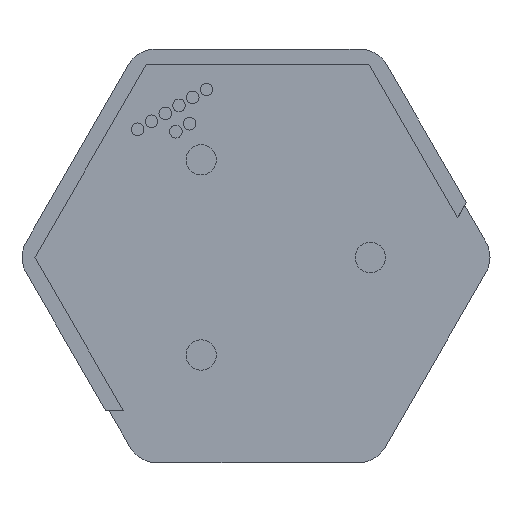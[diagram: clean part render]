
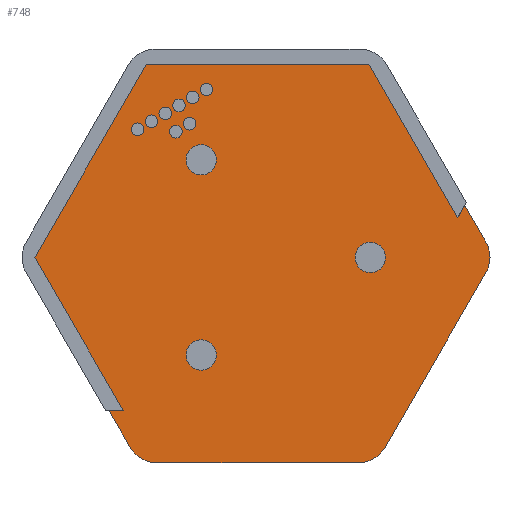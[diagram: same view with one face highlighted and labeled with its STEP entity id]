
A CAD part, front view. The second image highlights one B-rep face of the part: STEP entity #748.
In plain terms, the highlighted planar face has unit normal (0, -1, 0).
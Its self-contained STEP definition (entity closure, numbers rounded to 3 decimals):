
#15=FACE_BOUND('',#134,.T.);
#16=FACE_BOUND('',#135,.T.);
#17=FACE_BOUND('',#136,.T.);
#18=FACE_BOUND('',#137,.T.);
#19=FACE_BOUND('',#138,.T.);
#20=FACE_BOUND('',#139,.T.);
#21=FACE_BOUND('',#140,.T.);
#22=FACE_BOUND('',#141,.T.);
#23=FACE_BOUND('',#142,.T.);
#24=FACE_BOUND('',#143,.T.);
#25=FACE_BOUND('',#144,.T.);
#26=CIRCLE('',#820,2.425);
#27=CIRCLE('',#821,2.425);
#28=CIRCLE('',#822,2.425);
#29=CIRCLE('',#823,1.);
#30=CIRCLE('',#824,1.);
#31=CIRCLE('',#825,1.);
#32=CIRCLE('',#826,1.);
#33=CIRCLE('',#827,1.);
#34=CIRCLE('',#828,1.);
#35=CIRCLE('',#829,1.);
#36=CIRCLE('',#830,1.);
#51=PLANE('',#819);
#85=FACE_OUTER_BOUND('',#133,.T.);
#133=EDGE_LOOP('',(#549,#550,#551,#552,#553,#554,#555,#556,#557,#558,#559,
#560,#561));
#134=EDGE_LOOP('',(#562));
#135=EDGE_LOOP('',(#563));
#136=EDGE_LOOP('',(#564));
#137=EDGE_LOOP('',(#565));
#138=EDGE_LOOP('',(#566));
#139=EDGE_LOOP('',(#567));
#140=EDGE_LOOP('',(#568));
#141=EDGE_LOOP('',(#569));
#142=EDGE_LOOP('',(#570));
#143=EDGE_LOOP('',(#571));
#144=EDGE_LOOP('',(#572));
#194=LINE('',#1157,#265);
#199=LINE('',#1171,#270);
#203=LINE('',#1179,#274);
#204=LINE('',#1181,#275);
#205=LINE('',#1183,#276);
#206=LINE('',#1185,#277);
#207=LINE('',#1187,#278);
#208=LINE('',#1189,#279);
#209=LINE('',#1190,#280);
#210=LINE('',#1191,#281);
#265=VECTOR('',#916,10.);
#270=VECTOR('',#931,10.);
#274=VECTOR('',#937,10.);
#275=VECTOR('',#938,10.);
#276=VECTOR('',#939,10.);
#277=VECTOR('',#940,10.);
#278=VECTOR('',#941,10.);
#279=VECTOR('',#942,10.);
#280=VECTOR('',#943,10.);
#281=VECTOR('',#944,10.);
#329=ELLIPSE('',#806,5.124,5.);
#335=ELLIPSE('',#815,5.124,5.);
#336=ELLIPSE('',#817,5.124,5.);
#342=VERTEX_POINT('',#1128);
#343=VERTEX_POINT('',#1130);
#354=VERTEX_POINT('',#1156);
#355=VERTEX_POINT('',#1160);
#356=VERTEX_POINT('',#1164);
#357=VERTEX_POINT('',#1166);
#358=VERTEX_POINT('',#1170);
#361=VERTEX_POINT('',#1178);
#362=VERTEX_POINT('',#1180);
#363=VERTEX_POINT('',#1182);
#364=VERTEX_POINT('',#1184);
#365=VERTEX_POINT('',#1186);
#366=VERTEX_POINT('',#1188);
#367=VERTEX_POINT('',#1192);
#368=VERTEX_POINT('',#1194);
#369=VERTEX_POINT('',#1196);
#370=VERTEX_POINT('',#1198);
#371=VERTEX_POINT('',#1200);
#372=VERTEX_POINT('',#1202);
#373=VERTEX_POINT('',#1204);
#374=VERTEX_POINT('',#1206);
#375=VERTEX_POINT('',#1208);
#376=VERTEX_POINT('',#1210);
#377=VERTEX_POINT('',#1212);
#412=EDGE_CURVE('',#342,#343,#329,.T.);
#425=EDGE_CURVE('',#343,#354,#194,.T.);
#427=EDGE_CURVE('',#354,#355,#335,.T.);
#430=EDGE_CURVE('',#356,#357,#336,.T.);
#432=EDGE_CURVE('',#357,#358,#199,.T.);
#436=EDGE_CURVE('',#361,#342,#203,.T.);
#437=EDGE_CURVE('',#361,#362,#204,.T.);
#438=EDGE_CURVE('',#362,#363,#205,.T.);
#439=EDGE_CURVE('',#363,#364,#206,.T.);
#440=EDGE_CURVE('',#364,#365,#207,.T.);
#441=EDGE_CURVE('',#365,#366,#208,.T.);
#442=EDGE_CURVE('',#366,#358,#209,.T.);
#443=EDGE_CURVE('',#355,#356,#210,.T.);
#444=EDGE_CURVE('',#367,#367,#26,.T.);
#445=EDGE_CURVE('',#368,#368,#27,.T.);
#446=EDGE_CURVE('',#369,#369,#28,.T.);
#447=EDGE_CURVE('',#370,#370,#29,.T.);
#448=EDGE_CURVE('',#371,#371,#30,.T.);
#449=EDGE_CURVE('',#372,#372,#31,.T.);
#450=EDGE_CURVE('',#373,#373,#32,.T.);
#451=EDGE_CURVE('',#374,#374,#33,.T.);
#452=EDGE_CURVE('',#375,#375,#34,.T.);
#453=EDGE_CURVE('',#376,#376,#35,.T.);
#454=EDGE_CURVE('',#377,#377,#36,.T.);
#549=ORIENTED_EDGE('',*,*,#412,.F.);
#550=ORIENTED_EDGE('',*,*,#436,.F.);
#551=ORIENTED_EDGE('',*,*,#437,.T.);
#552=ORIENTED_EDGE('',*,*,#438,.T.);
#553=ORIENTED_EDGE('',*,*,#439,.T.);
#554=ORIENTED_EDGE('',*,*,#440,.T.);
#555=ORIENTED_EDGE('',*,*,#441,.T.);
#556=ORIENTED_EDGE('',*,*,#442,.T.);
#557=ORIENTED_EDGE('',*,*,#432,.F.);
#558=ORIENTED_EDGE('',*,*,#430,.F.);
#559=ORIENTED_EDGE('',*,*,#443,.F.);
#560=ORIENTED_EDGE('',*,*,#427,.F.);
#561=ORIENTED_EDGE('',*,*,#425,.F.);
#562=ORIENTED_EDGE('',*,*,#444,.T.);
#563=ORIENTED_EDGE('',*,*,#445,.T.);
#564=ORIENTED_EDGE('',*,*,#446,.T.);
#565=ORIENTED_EDGE('',*,*,#447,.T.);
#566=ORIENTED_EDGE('',*,*,#448,.T.);
#567=ORIENTED_EDGE('',*,*,#449,.T.);
#568=ORIENTED_EDGE('',*,*,#450,.T.);
#569=ORIENTED_EDGE('',*,*,#451,.T.);
#570=ORIENTED_EDGE('',*,*,#452,.T.);
#571=ORIENTED_EDGE('',*,*,#453,.T.);
#572=ORIENTED_EDGE('',*,*,#454,.T.);
#748=ADVANCED_FACE('',(#85,#15,#16,#17,#18,#19,#20,#21,#22,#23,#24,#25),
#51,.F.);
#806=AXIS2_PLACEMENT_3D('',#1131,#893,#894);
#815=AXIS2_PLACEMENT_3D('',#1161,#920,#921);
#817=AXIS2_PLACEMENT_3D('',#1167,#926,#927);
#819=AXIS2_PLACEMENT_3D('',#1177,#935,#936);
#820=AXIS2_PLACEMENT_3D('',#1193,#945,#946);
#821=AXIS2_PLACEMENT_3D('',#1195,#947,#948);
#822=AXIS2_PLACEMENT_3D('',#1197,#949,#950);
#823=AXIS2_PLACEMENT_3D('',#1199,#951,#952);
#824=AXIS2_PLACEMENT_3D('',#1201,#953,#954);
#825=AXIS2_PLACEMENT_3D('',#1203,#955,#956);
#826=AXIS2_PLACEMENT_3D('',#1205,#957,#958);
#827=AXIS2_PLACEMENT_3D('',#1207,#959,#960);
#828=AXIS2_PLACEMENT_3D('',#1209,#961,#962);
#829=AXIS2_PLACEMENT_3D('',#1211,#963,#964);
#830=AXIS2_PLACEMENT_3D('',#1213,#965,#966);
#893=DIRECTION('center_axis',(0.,1.,0.));
#894=DIRECTION('ref_axis',(1.,0.,0.));
#916=DIRECTION('',(-0.5,0.,-0.866));
#920=DIRECTION('center_axis',(0.,1.,0.));
#921=DIRECTION('ref_axis',(0.5,0.,-0.866));
#926=DIRECTION('center_axis',(0.,1.,0.));
#927=DIRECTION('ref_axis',(-0.5,0.,-0.866));
#931=DIRECTION('',(-0.5,0.,0.866));
#935=DIRECTION('center_axis',(0.,1.,0.));
#936=DIRECTION('ref_axis',(0.,0.,1.));
#937=DIRECTION('',(0.5,0.,-0.866));
#938=DIRECTION('',(-0.5,0.,-0.866));
#939=DIRECTION('',(-0.5,0.,0.866));
#940=DIRECTION('',(-1.,0.,0.));
#941=DIRECTION('',(-0.5,0.,-0.866));
#942=DIRECTION('',(0.5,0.,-0.866));
#943=DIRECTION('',(-1.,0.,0.));
#944=DIRECTION('',(-1.,0.,0.));
#945=DIRECTION('center_axis',(0.,1.,0.));
#946=DIRECTION('ref_axis',(1.,0.,0.));
#947=DIRECTION('center_axis',(0.,1.,0.));
#948=DIRECTION('ref_axis',(1.,0.,0.));
#949=DIRECTION('center_axis',(0.,1.,0.));
#950=DIRECTION('ref_axis',(1.,0.,0.));
#951=DIRECTION('center_axis',(0.,1.,0.));
#952=DIRECTION('ref_axis',(1.,0.,0.));
#953=DIRECTION('center_axis',(0.,1.,0.));
#954=DIRECTION('ref_axis',(1.,0.,0.));
#955=DIRECTION('center_axis',(0.,1.,0.));
#956=DIRECTION('ref_axis',(1.,0.,0.));
#957=DIRECTION('center_axis',(0.,1.,0.));
#958=DIRECTION('ref_axis',(1.,0.,0.));
#959=DIRECTION('center_axis',(0.,1.,0.));
#960=DIRECTION('ref_axis',(1.,0.,0.));
#961=DIRECTION('center_axis',(0.,1.,0.));
#962=DIRECTION('ref_axis',(1.,0.,0.));
#963=DIRECTION('center_axis',(0.,1.,0.));
#964=DIRECTION('ref_axis',(1.,0.,0.));
#965=DIRECTION('center_axis',(0.,1.,0.));
#966=DIRECTION('ref_axis',(1.,0.,0.));
#1128=CARTESIAN_POINT('',(36.445,0.,2.454));
#1130=CARTESIAN_POINT('',(36.445,0.,-2.454));
#1131=CARTESIAN_POINT('Origin',(31.981,0.,0.));
#1156=CARTESIAN_POINT('',(20.348,0.,-30.335));
#1157=CARTESIAN_POINT('',(37.862,0.,0.));
#1160=CARTESIAN_POINT('',(16.097,0.,-32.789));
#1161=CARTESIAN_POINT('Origin',(15.99,0.,-27.696));
#1164=CARTESIAN_POINT('',(-16.097,0.,-32.789));
#1166=CARTESIAN_POINT('',(-20.348,0.,-30.335));
#1167=CARTESIAN_POINT('Origin',(-15.99,0.,-27.696));
#1170=CARTESIAN_POINT('',(-23.758,0.,-24.428));
#1171=CARTESIAN_POINT('',(-18.931,0.,-32.789));
#1177=CARTESIAN_POINT('Origin',(0.,0.,0.));
#1178=CARTESIAN_POINT('',(33.066,0.,8.307));
#1179=CARTESIAN_POINT('',(18.931,0.,32.789));
#1180=CARTESIAN_POINT('',(32.179,0.,6.769));
#1181=CARTESIAN_POINT('',(27.134,0.,-1.967));
#1182=CARTESIAN_POINT('',(18.043,0.,31.252));
#1183=CARTESIAN_POINT('',(22.514,0.,23.509));
#1184=CARTESIAN_POINT('',(-18.043,0.,31.252));
#1185=CARTESIAN_POINT('',(-9.103,0.,31.252));
#1186=CARTESIAN_POINT('',(-36.087,0.,0.));
#1187=CARTESIAN_POINT('',(-31.617,0.,7.743));
#1188=CARTESIAN_POINT('',(-21.983,0.,-24.428));
#1189=CARTESIAN_POINT('',(-31.576,0.,-7.813));
#1190=CARTESIAN_POINT('',(-11.433,0.,-24.428));
#1191=CARTESIAN_POINT('',(18.931,0.,-32.789));
#1192=CARTESIAN_POINT('',(-11.425,0.,-15.588));
#1193=CARTESIAN_POINT('Origin',(-9.,0.,-15.588));
#1194=CARTESIAN_POINT('',(15.575,0.,0.));
#1195=CARTESIAN_POINT('Origin',(18.,0.,0.));
#1196=CARTESIAN_POINT('',(-11.425,0.,15.588));
#1197=CARTESIAN_POINT('Origin',(-9.,0.,15.588));
#1198=CARTESIAN_POINT('',(-14.05,0.,20.063));
#1199=CARTESIAN_POINT('Origin',(-13.05,0.,20.063));
#1200=CARTESIAN_POINT('',(-13.55,0.,24.277));
#1201=CARTESIAN_POINT('Origin',(-12.55,0.,24.277));
#1202=CARTESIAN_POINT('',(-20.149,0.,20.467));
#1203=CARTESIAN_POINT('Origin',(-19.149,0.,20.467));
#1204=CARTESIAN_POINT('',(-11.35,0.,25.547));
#1205=CARTESIAN_POINT('Origin',(-10.35,0.,25.547));
#1206=CARTESIAN_POINT('',(-11.85,0.,21.333));
#1207=CARTESIAN_POINT('Origin',(-10.85,0.,21.333));
#1208=CARTESIAN_POINT('',(-15.75,0.,23.007));
#1209=CARTESIAN_POINT('Origin',(-14.75,0.,23.007));
#1210=CARTESIAN_POINT('',(-17.95,0.,21.737));
#1211=CARTESIAN_POINT('Origin',(-16.95,0.,21.737));
#1212=CARTESIAN_POINT('',(-9.151,0.,26.817));
#1213=CARTESIAN_POINT('Origin',(-8.151,0.,26.817));
